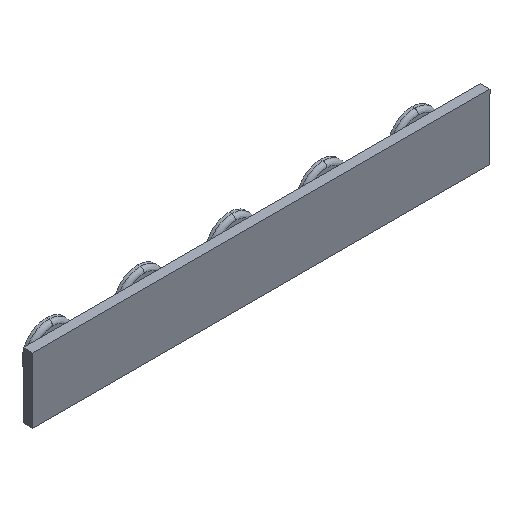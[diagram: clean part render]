
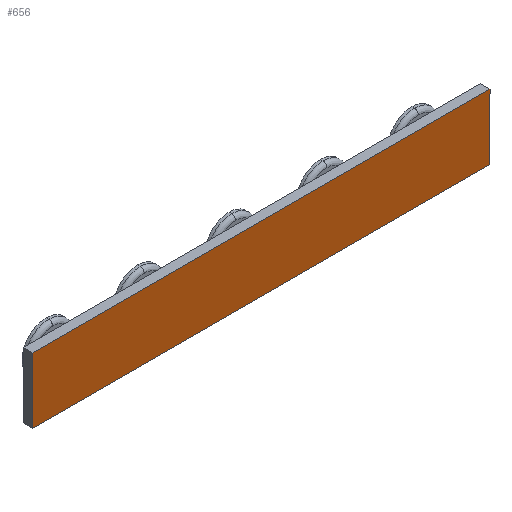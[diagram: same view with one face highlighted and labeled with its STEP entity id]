
A CAD part, isometric view. The second image highlights one B-rep face of the part: STEP entity #656.
In plain terms, the highlighted free-form (B-spline) face has degree [1, 1] with [2, 2] control points.
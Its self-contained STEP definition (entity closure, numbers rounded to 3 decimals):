
#574 = VERTEX_POINT('',#575);
#575 = CARTESIAN_POINT('',(-527.585,47.323,
    -1075.98));
#580 = EDGE_CURVE('',#581,#574,#583,.T.);
#581 = VERTEX_POINT('',#582);
#582 = CARTESIAN_POINT('',(-527.585,47.323,
    -932.516));
#583 = B_SPLINE_CURVE_WITH_KNOTS('',1,(#584,#585),.UNSPECIFIED.,.F.,.F.,
  (2,2),(0.,100.),.PIECEWISE_BEZIER_KNOTS.);
#584 = CARTESIAN_POINT('',(-527.585,47.323,
    -932.516));
#585 = CARTESIAN_POINT('',(-527.585,47.323,
    -1075.98));
#602 = VERTEX_POINT('',#603);
#603 = CARTESIAN_POINT('',(476.663,47.323,
    -1075.98));
#608 = EDGE_CURVE('',#574,#602,#609,.T.);
#609 = B_SPLINE_CURVE_WITH_KNOTS('',1,(#610,#611),.UNSPECIFIED.,.F.,.F.,
  (2,2),(0.,700.),.PIECEWISE_BEZIER_KNOTS.);
#610 = CARTESIAN_POINT('',(-527.585,47.323,
    -1075.98));
#611 = CARTESIAN_POINT('',(476.663,47.323,
    -1075.98));
#624 = VERTEX_POINT('',#625);
#625 = CARTESIAN_POINT('',(476.663,47.323,
    -932.516));
#630 = EDGE_CURVE('',#602,#624,#631,.T.);
#631 = B_SPLINE_CURVE_WITH_KNOTS('',1,(#632,#633),.UNSPECIFIED.,.F.,.F.,
  (2,2),(-100.,-0.),.PIECEWISE_BEZIER_KNOTS.);
#632 = CARTESIAN_POINT('',(476.663,47.323,
    -1075.98));
#633 = CARTESIAN_POINT('',(476.663,47.323,
    -932.516));
#646 = EDGE_CURVE('',#624,#581,#647,.T.);
#647 = B_SPLINE_CURVE_WITH_KNOTS('',1,(#648,#649),.UNSPECIFIED.,.F.,.F.,
  (2,2),(-700.,-0.),.PIECEWISE_BEZIER_KNOTS.);
#648 = CARTESIAN_POINT('',(476.663,47.323,
    -932.516));
#649 = CARTESIAN_POINT('',(-527.585,47.323,
    -932.516));
#656 = ADVANCED_FACE('',(#657),#663,.T.);
#657 = FACE_BOUND('',#658,.T.);
#658 = EDGE_LOOP('',(#659,#660,#661,#662));
#659 = ORIENTED_EDGE('',*,*,#580,.T.);
#660 = ORIENTED_EDGE('',*,*,#608,.T.);
#661 = ORIENTED_EDGE('',*,*,#630,.T.);
#662 = ORIENTED_EDGE('',*,*,#646,.T.);
#663 = B_SPLINE_SURFACE_WITH_KNOTS('',1,1,(
    (#664,#665)
    ,(#666,#667
    )),.UNSPECIFIED.,.F.,.F.,.F.,(2,2),(2,2),(-50.,50.),(-350.,350.),
  .PIECEWISE_BEZIER_KNOTS.);
#664 = CARTESIAN_POINT('',(-527.585,47.323,
    -932.516));
#665 = CARTESIAN_POINT('',(476.663,47.323,
    -932.516));
#666 = CARTESIAN_POINT('',(-527.585,47.323,
    -1075.98));
#667 = CARTESIAN_POINT('',(476.663,47.323,
    -1075.98));
